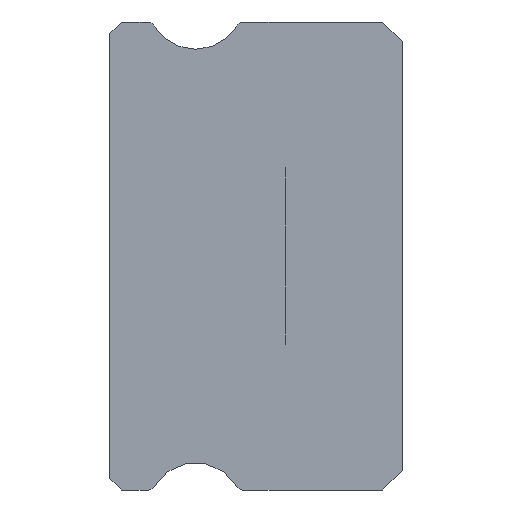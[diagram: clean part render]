
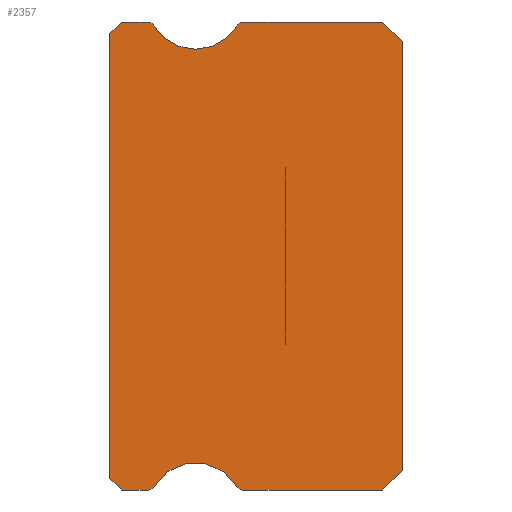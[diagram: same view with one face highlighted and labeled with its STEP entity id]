
A CAD part, left-side view. The second image highlights one B-rep face of the part: STEP entity #2357.
In plain terms, the highlighted planar face has unit normal (-1, 0, 0).
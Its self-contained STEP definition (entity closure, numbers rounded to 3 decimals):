
#21 = CIRCLE ( 'NONE', #6154, 1.25 ) ;
#80 = DIRECTION ( 'NONE',  ( -1., 0., 0. ) ) ;
#106 = DIRECTION ( 'NONE',  ( 1., 0., 0. ) ) ;
#138 = DIRECTION ( 'NONE',  ( 0., 0., -1. ) ) ;
#156 = CARTESIAN_POINT ( 'NONE',  ( -7.5, 6.512, -6. ) ) ;
#181 = LINE ( 'NONE', #7319, #6646 ) ;
#303 = CARTESIAN_POINT ( 'NONE',  ( -7.5, 6.512, 6. ) ) ;
#328 = ORIENTED_EDGE ( 'NONE', *, *, #9220, .T. ) ;
#375 = DIRECTION ( 'NONE',  ( 0., 0., -1. ) ) ;
#376 = VERTEX_POINT ( 'NONE', #2639 ) ;
#560 = CARTESIAN_POINT ( 'NONE',  ( -7.5, 6.383, 5.925 ) ) ;
#619 = EDGE_CURVE ( 'NONE', #705, #1127, #7557, .T. ) ;
#643 = AXIS2_PLACEMENT_3D ( 'NONE', #9264, #3074, #138 ) ;
#705 = VERTEX_POINT ( 'NONE', #2100 ) ;
#790 = DIRECTION ( 'NONE',  ( 0., 0., -1. ) ) ;
#811 = AXIS2_PLACEMENT_3D ( 'NONE', #4512, #5951, #2425 ) ;
#825 = VERTEX_POINT ( 'NONE', #8282 ) ;
#898 = EDGE_CURVE ( 'NONE', #1091, #5236, #3388, .T. ) ;
#1091 = VERTEX_POINT ( 'NONE', #3781 ) ;
#1127 = VERTEX_POINT ( 'NONE', #2301 ) ;
#1254 = VERTEX_POINT ( 'NONE', #5307 ) ;
#1570 = CARTESIAN_POINT ( 'NONE',  ( -7.5, 4.088, 5.85 ) ) ;
#1587 = AXIS2_PLACEMENT_3D ( 'NONE', #7781, #4264, #7201 ) ;
#1652 = PLANE ( 'NONE',  #811 ) ;
#1740 = LINE ( 'NONE', #8059, #7920 ) ;
#1754 = DIRECTION ( 'NONE',  ( 1., 0., 0. ) ) ;
#1857 = DIRECTION ( 'NONE',  ( 0., -0.707, -0.707 ) ) ;
#1903 = CARTESIAN_POINT ( 'NONE',  ( -7.5, 4.088, -6. ) ) ;
#1941 = ORIENTED_EDGE ( 'NONE', *, *, #9038, .F. ) ;
#2010 = CARTESIAN_POINT ( 'NONE',  ( -7.5, 0., 5.5 ) ) ;
#2025 = VECTOR ( 'NONE', #4719, 1000. ) ;
#2100 = CARTESIAN_POINT ( 'NONE',  ( -7.5, 7.2, 6. ) ) ;
#2109 = VECTOR ( 'NONE', #1857, 1000. ) ;
#2155 = ORIENTED_EDGE ( 'NONE', *, *, #4499, .F. ) ;
#2204 = CARTESIAN_POINT ( 'NONE',  ( -7.5, 5.3, 6.55 ) ) ;
#2223 = DIRECTION ( 'NONE',  ( 0., 0., 1. ) ) ;
#2301 = CARTESIAN_POINT ( 'NONE',  ( -7.5, 7.5, 5.7 ) ) ;
#2323 = DIRECTION ( 'NONE',  ( 1., 0., 0. ) ) ;
#2357 = ADVANCED_FACE ( 'NONE', ( #5205 ), #1652, .F. ) ;
#2425 = DIRECTION ( 'NONE',  ( 0., 0., -1. ) ) ;
#2487 = AXIS2_PLACEMENT_3D ( 'NONE', #2204, #5642, #790 ) ;
#2526 = CARTESIAN_POINT ( 'NONE',  ( -7.5, 6.512, -5.85 ) ) ;
#2533 = EDGE_CURVE ( 'NONE', #8956, #1127, #9265, .T. ) ;
#2582 = ORIENTED_EDGE ( 'NONE', *, *, #3341, .F. ) ;
#2593 = CARTESIAN_POINT ( 'NONE',  ( -7.5, 6.512, -6. ) ) ;
#2639 = CARTESIAN_POINT ( 'NONE',  ( -7.5, 7.2, -6. ) ) ;
#3072 = CARTESIAN_POINT ( 'NONE',  ( -7.5, 6.512, 5.85 ) ) ;
#3074 = DIRECTION ( 'NONE',  ( -1., 0., 0. ) ) ;
#3210 = EDGE_CURVE ( 'NONE', #5236, #825, #3819, .T. ) ;
#3341 = EDGE_CURVE ( 'NONE', #7978, #7807, #5153, .T. ) ;
#3388 = CIRCLE ( 'NONE', #2487, 1.25 ) ;
#3605 = EDGE_CURVE ( 'NONE', #1254, #4005, #181, .T. ) ;
#3639 = ORIENTED_EDGE ( 'NONE', *, *, #6125, .T. ) ;
#3662 = CARTESIAN_POINT ( 'NONE',  ( -7.5, 5.3, 6.55 ) ) ;
#3781 = CARTESIAN_POINT ( 'NONE',  ( -7.5, 5.3, 5.3 ) ) ;
#3813 = DIRECTION ( 'NONE',  ( 0., -0.707, -0.707 ) ) ;
#3819 = CIRCLE ( 'NONE', #4717, 0.15 ) ;
#3825 = DIRECTION ( 'NONE',  ( 0., 0., -1. ) ) ;
#3850 = LINE ( 'NONE', #4506, #4048 ) ;
#3899 = EDGE_CURVE ( 'NONE', #4704, #5113, #7410, .T. ) ;
#3904 = DIRECTION ( 'NONE',  ( 0., 0.707, -0.707 ) ) ;
#3928 = CIRCLE ( 'NONE', #643, 1.25 ) ;
#4005 = VERTEX_POINT ( 'NONE', #2010 ) ;
#4036 = CARTESIAN_POINT ( 'NONE',  ( -7.5, 0., -5.5 ) ) ;
#4048 = VECTOR ( 'NONE', #2223, 1000. ) ;
#4198 = VECTOR ( 'NONE', #8040, 1000. ) ;
#4264 = DIRECTION ( 'NONE',  ( 1., 0., 0. ) ) ;
#4265 = VERTEX_POINT ( 'NONE', #7222 ) ;
#4427 = EDGE_CURVE ( 'NONE', #6869, #5447, #8051, .T. ) ;
#4477 = ORIENTED_EDGE ( 'NONE', *, *, #3899, .F. ) ;
#4499 = EDGE_CURVE ( 'NONE', #6299, #4265, #1740, .T. ) ;
#4506 = CARTESIAN_POINT ( 'NONE',  ( -7.5, 0., 5.5 ) ) ;
#4512 = CARTESIAN_POINT ( 'NONE',  ( -7.5, 6.512, 5.85 ) ) ;
#4612 = DIRECTION ( 'NONE',  ( 0., 0., -1. ) ) ;
#4696 = ORIENTED_EDGE ( 'NONE', *, *, #5793, .T. ) ;
#4704 = VERTEX_POINT ( 'NONE', #1903 ) ;
#4717 = AXIS2_PLACEMENT_3D ( 'NONE', #1570, #106, #3825 ) ;
#4719 = DIRECTION ( 'NONE',  ( 0., 1., 0. ) ) ;
#4815 = LINE ( 'NONE', #2593, #2025 ) ;
#4935 = DIRECTION ( 'NONE',  ( 0., 0., 1. ) ) ;
#5092 = DIRECTION ( 'NONE',  ( 0., 0., -1. ) ) ;
#5113 = VERTEX_POINT ( 'NONE', #7059 ) ;
#5134 = ORIENTED_EDGE ( 'NONE', *, *, #7370, .T. ) ;
#5153 = CIRCLE ( 'NONE', #7860, 0.15 ) ;
#5205 = FACE_OUTER_BOUND ( 'NONE', #9177, .T. ) ;
#5236 = VERTEX_POINT ( 'NONE', #6386 ) ;
#5243 = DIRECTION ( 'NONE',  ( 0., 0.707, -0.707 ) ) ;
#5307 = CARTESIAN_POINT ( 'NONE',  ( -7.5, 0.5, 6. ) ) ;
#5447 = VERTEX_POINT ( 'NONE', #560 ) ;
#5568 = CARTESIAN_POINT ( 'NONE',  ( -7.5, 6.512, 6. ) ) ;
#5634 = ORIENTED_EDGE ( 'NONE', *, *, #8631, .F. ) ;
#5642 = DIRECTION ( 'NONE',  ( -1., 0., 0. ) ) ;
#5674 = DIRECTION ( 'NONE',  ( 0., -1., 0. ) ) ;
#5708 = ORIENTED_EDGE ( 'NONE', *, *, #619, .T. ) ;
#5783 = ORIENTED_EDGE ( 'NONE', *, *, #898, .F. ) ;
#5793 = EDGE_CURVE ( 'NONE', #6869, #705, #8232, .T. ) ;
#5886 = VECTOR ( 'NONE', #5243, 1000. ) ;
#5951 = DIRECTION ( 'NONE',  ( 1., 0., 0. ) ) ;
#5969 = DIRECTION ( 'NONE',  ( 0., 1., 0. ) ) ;
#6125 = EDGE_CURVE ( 'NONE', #8956, #376, #6713, .T. ) ;
#6154 = AXIS2_PLACEMENT_3D ( 'NONE', #3662, #80, #5092 ) ;
#6202 = CARTESIAN_POINT ( 'NONE',  ( -7.5, 6.383, -5.925 ) ) ;
#6299 = VERTEX_POINT ( 'NONE', #4036 ) ;
#6386 = CARTESIAN_POINT ( 'NONE',  ( -7.5, 4.217, 5.925 ) ) ;
#6435 = CARTESIAN_POINT ( 'NONE',  ( -7.5, 6.512, -6. ) ) ;
#6646 = VECTOR ( 'NONE', #3813, 1000. ) ;
#6681 = LINE ( 'NONE', #303, #4198 ) ;
#6713 = LINE ( 'NONE', #8984, #2109 ) ;
#6748 = ORIENTED_EDGE ( 'NONE', *, *, #8547, .F. ) ;
#6869 = VERTEX_POINT ( 'NONE', #5568 ) ;
#6942 = VECTOR ( 'NONE', #4935, 1000. ) ;
#7059 = CARTESIAN_POINT ( 'NONE',  ( -7.5, 4.217, -5.925 ) ) ;
#7098 = EDGE_CURVE ( 'NONE', #825, #1254, #6681, .T. ) ;
#7140 = LINE ( 'NONE', #6435, #7171 ) ;
#7171 = VECTOR ( 'NONE', #5674, 1000. ) ;
#7201 = DIRECTION ( 'NONE',  ( 0., 0., -1. ) ) ;
#7222 = CARTESIAN_POINT ( 'NONE',  ( -7.5, 0.5, -6. ) ) ;
#7319 = CARTESIAN_POINT ( 'NONE',  ( -7.5, 0.5, 6. ) ) ;
#7370 = EDGE_CURVE ( 'NONE', #6299, #4005, #3850, .T. ) ;
#7410 = CIRCLE ( 'NONE', #1587, 0.15 ) ;
#7476 = CARTESIAN_POINT ( 'NONE',  ( -7.5, 7.2, 6. ) ) ;
#7557 = LINE ( 'NONE', #8311, #5886 ) ;
#7776 = AXIS2_PLACEMENT_3D ( 'NONE', #3072, #2323, #375 ) ;
#7781 = CARTESIAN_POINT ( 'NONE',  ( -7.5, 4.088, -5.85 ) ) ;
#7807 = VERTEX_POINT ( 'NONE', #156 ) ;
#7860 = AXIS2_PLACEMENT_3D ( 'NONE', #2526, #1754, #4612 ) ;
#7920 = VECTOR ( 'NONE', #3904, 1000. ) ;
#7978 = VERTEX_POINT ( 'NONE', #6202 ) ;
#8040 = DIRECTION ( 'NONE',  ( 0., -1., 0. ) ) ;
#8051 = CIRCLE ( 'NONE', #7776, 0.15 ) ;
#8059 = CARTESIAN_POINT ( 'NONE',  ( -7.5, 0., -5.5 ) ) ;
#8232 = LINE ( 'NONE', #7476, #8660 ) ;
#8282 = CARTESIAN_POINT ( 'NONE',  ( -7.5, 4.088, 6. ) ) ;
#8311 = CARTESIAN_POINT ( 'NONE',  ( -7.5, 7.5, 5.7 ) ) ;
#8393 = ORIENTED_EDGE ( 'NONE', *, *, #2533, .F. ) ;
#8547 = EDGE_CURVE ( 'NONE', #5113, #7978, #3928, .T. ) ;
#8589 = CARTESIAN_POINT ( 'NONE',  ( -7.5, 7.5, 5.85 ) ) ;
#8631 = EDGE_CURVE ( 'NONE', #4265, #4704, #4815, .T. ) ;
#8660 = VECTOR ( 'NONE', #5969, 1000. ) ;
#8791 = CARTESIAN_POINT ( 'NONE',  ( -7.5, 7.5, -5.7 ) ) ;
#8868 = ORIENTED_EDGE ( 'NONE', *, *, #7098, .F. ) ;
#8956 = VERTEX_POINT ( 'NONE', #8791 ) ;
#8984 = CARTESIAN_POINT ( 'NONE',  ( -7.5, 7.2, -6. ) ) ;
#8989 = ORIENTED_EDGE ( 'NONE', *, *, #4427, .F. ) ;
#9038 = EDGE_CURVE ( 'NONE', #5447, #1091, #21, .T. ) ;
#9177 = EDGE_LOOP ( 'NONE', ( #5708, #8393, #3639, #328, #2582, #6748, #4477, #5634, #2155, #5134, #9253, #8868, #9257, #5783, #1941, #8989, #4696 ) ) ;
#9220 = EDGE_CURVE ( 'NONE', #376, #7807, #7140, .T. ) ;
#9253 = ORIENTED_EDGE ( 'NONE', *, *, #3605, .F. ) ;
#9257 = ORIENTED_EDGE ( 'NONE', *, *, #3210, .F. ) ;
#9264 = CARTESIAN_POINT ( 'NONE',  ( -7.5, 5.3, -6.55 ) ) ;
#9265 = LINE ( 'NONE', #8589, #6942 ) ;
